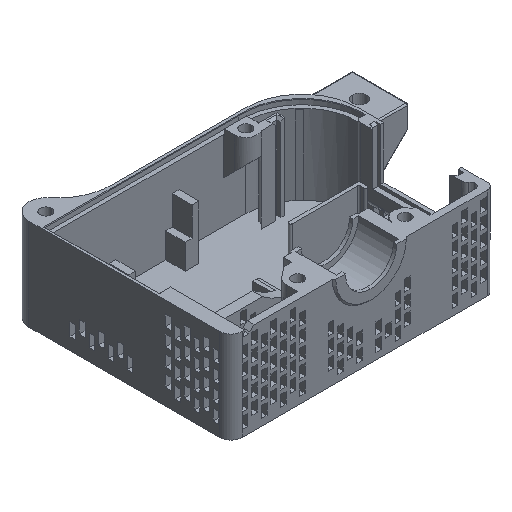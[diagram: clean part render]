
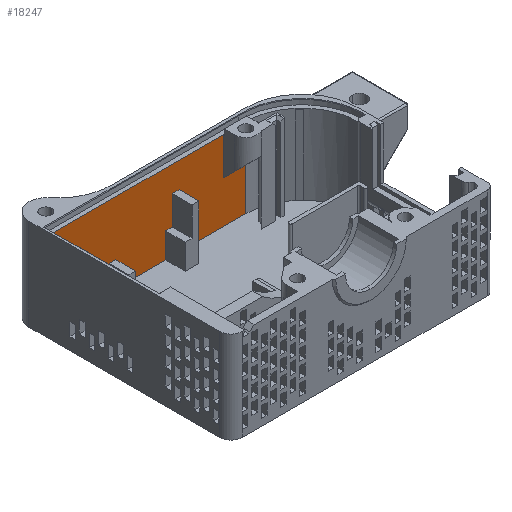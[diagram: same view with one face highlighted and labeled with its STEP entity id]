
A CAD part, isometric view. The second image highlights one B-rep face of the part: STEP entity #18247.
In plain terms, the highlighted planar face has unit normal (0, -1, 0).
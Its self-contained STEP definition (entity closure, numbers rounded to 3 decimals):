
#50 = DIRECTION ( 'NONE',  ( -1., 0., 0. ) ) ;
#115 = DIRECTION ( 'NONE',  ( 0., 0., -1. ) ) ;
#315 = VECTOR ( 'NONE', #20809, 1000. ) ;
#754 = CARTESIAN_POINT ( 'NONE',  ( -6.55, 66., -21.35 ) ) ;
#936 = CARTESIAN_POINT ( 'NONE',  ( -46.85, 66., -1.9 ) ) ;
#981 = LINE ( 'NONE', #22221, #24281 ) ;
#993 = ORIENTED_EDGE ( 'NONE', *, *, #7135, .F. ) ;
#995 = VERTEX_POINT ( 'NONE', #754 ) ;
#1182 = VECTOR ( 'NONE', #23845, 1000. ) ;
#1222 = VECTOR ( 'NONE', #15402, 1000. ) ;
#1504 = VECTOR ( 'NONE', #16158, 1000. ) ;
#1535 = CARTESIAN_POINT ( 'NONE',  ( 0., 66., -1.9 ) ) ;
#1712 = LINE ( 'NONE', #1535, #26579 ) ;
#1893 = CARTESIAN_POINT ( 'NONE',  ( 22., 66., -15.3 ) ) ;
#2033 = LINE ( 'NONE', #32111, #23157 ) ;
#2038 = CARTESIAN_POINT ( 'NONE',  ( -26.7, 66., 0. ) ) ;
#2261 = DIRECTION ( 'NONE',  ( 0., 0., -1. ) ) ;
#2332 = EDGE_CURVE ( 'NONE', #23863, #20552, #8027, .T. ) ;
#3002 = CARTESIAN_POINT ( 'NONE',  ( -4.15, 66., 0. ) ) ;
#3307 = ORIENTED_EDGE ( 'NONE', *, *, #31147, .F. ) ;
#3477 = ORIENTED_EDGE ( 'NONE', *, *, #18052, .F. ) ;
#3589 = EDGE_CURVE ( 'NONE', #20446, #6309, #27416, .T. ) ;
#3742 = CARTESIAN_POINT ( 'NONE',  ( 14., 66., 0. ) ) ;
#3820 = DIRECTION ( 'NONE',  ( 1., 0., 0. ) ) ;
#4240 = VECTOR ( 'NONE', #115, 1000. ) ;
#5059 = ORIENTED_EDGE ( 'NONE', *, *, #33556, .F. ) ;
#5265 = EDGE_CURVE ( 'NONE', #29010, #30413, #981, .T. ) ;
#5329 = EDGE_CURVE ( 'NONE', #17726, #11623, #6300, .T. ) ;
#5369 = CARTESIAN_POINT ( 'NONE',  ( 0., 66., -15.3 ) ) ;
#5416 = CARTESIAN_POINT ( 'NONE',  ( 14., 66., -15.3 ) ) ;
#5521 = ORIENTED_EDGE ( 'NONE', *, *, #28683, .T. ) ;
#5524 = CARTESIAN_POINT ( 'NONE',  ( 22., 66., -30.3 ) ) ;
#5991 = LINE ( 'NONE', #27721, #16463 ) ;
#6300 = LINE ( 'NONE', #19389, #6983 ) ;
#6309 = VERTEX_POINT ( 'NONE', #16495 ) ;
#6420 = EDGE_CURVE ( 'NONE', #19036, #20552, #12061, .T. ) ;
#6577 = ORIENTED_EDGE ( 'NONE', *, *, #15518, .F. ) ;
#6983 = VECTOR ( 'NONE', #27516, 1000. ) ;
#7104 = ORIENTED_EDGE ( 'NONE', *, *, #14606, .T. ) ;
#7135 = EDGE_CURVE ( 'NONE', #34797, #995, #31410, .T. ) ;
#7588 = CARTESIAN_POINT ( 'NONE',  ( -46.85, 66., 0. ) ) ;
#8027 = LINE ( 'NONE', #5369, #1504 ) ;
#8249 = VECTOR ( 'NONE', #24222, 1000. ) ;
#8403 = LINE ( 'NONE', #19696, #22499 ) ;
#8497 = EDGE_CURVE ( 'NONE', #26698, #22911, #10241, .T. ) ;
#9032 = CARTESIAN_POINT ( 'NONE',  ( -24.3, 66., -21.35 ) ) ;
#9619 = CARTESIAN_POINT ( 'NONE',  ( 14., 66., -1.9 ) ) ;
#9650 = CARTESIAN_POINT ( 'NONE',  ( -4.15, 66., -11. ) ) ;
#9876 = PLANE ( 'NONE',  #17917 ) ;
#10241 = LINE ( 'NONE', #7588, #1182 ) ;
#10275 = CARTESIAN_POINT ( 'NONE',  ( -44.45, 66., -30.3 ) ) ;
#10412 = CARTESIAN_POINT ( 'NONE',  ( 0., 66., 0. ) ) ;
#10540 = DIRECTION ( 'NONE',  ( 0., 0., -1. ) ) ;
#10624 = CARTESIAN_POINT ( 'NONE',  ( 0., 66., -30.3 ) ) ;
#10801 = CARTESIAN_POINT ( 'NONE',  ( 0., 66., -21.35 ) ) ;
#10867 = ORIENTED_EDGE ( 'NONE', *, *, #5329, .T. ) ;
#10928 = EDGE_CURVE ( 'NONE', #20641, #14792, #26257, .T. ) ;
#11104 = CARTESIAN_POINT ( 'NONE',  ( -1.75, 66., 0. ) ) ;
#11238 = DIRECTION ( 'NONE',  ( -1., 0., 0. ) ) ;
#11461 = ORIENTED_EDGE ( 'NONE', *, *, #6420, .F. ) ;
#11623 = VERTEX_POINT ( 'NONE', #10275 ) ;
#12061 = LINE ( 'NONE', #3742, #25310 ) ;
#12801 = ORIENTED_EDGE ( 'NONE', *, *, #8497, .F. ) ;
#12845 = DIRECTION ( 'NONE',  ( 0., 0., -1. ) ) ;
#13230 = CARTESIAN_POINT ( 'NONE',  ( 0., 66., -21.35 ) ) ;
#13462 = DIRECTION ( 'NONE',  ( 0., 0., -1. ) ) ;
#13900 = CARTESIAN_POINT ( 'NONE',  ( 22., 66., -15.3 ) ) ;
#14010 = CARTESIAN_POINT ( 'NONE',  ( 0., 66., -30.3 ) ) ;
#14558 = EDGE_CURVE ( 'NONE', #23863, #32087, #26109, .T. ) ;
#14606 = EDGE_CURVE ( 'NONE', #30413, #31832, #32825, .T. ) ;
#14792 = VERTEX_POINT ( 'NONE', #31379 ) ;
#14942 = ORIENTED_EDGE ( 'NONE', *, *, #3589, .F. ) ;
#15121 = CARTESIAN_POINT ( 'NONE',  ( -1.75, 66., -11. ) ) ;
#15402 = DIRECTION ( 'NONE',  ( 1., 0., 0. ) ) ;
#15518 = EDGE_CURVE ( 'NONE', #32087, #31832, #32198, .T. ) ;
#15876 = CARTESIAN_POINT ( 'NONE',  ( -4.15, 66., -21.35 ) ) ;
#16158 = DIRECTION ( 'NONE',  ( -1., 0., 0. ) ) ;
#16463 = VECTOR ( 'NONE', #28065, 1000. ) ;
#16495 = CARTESIAN_POINT ( 'NONE',  ( -24.3, 66., -30.3 ) ) ;
#17726 = VERTEX_POINT ( 'NONE', #18487 ) ;
#17917 = AXIS2_PLACEMENT_3D ( 'NONE', #10412, #34280, #2261 ) ;
#18052 = EDGE_CURVE ( 'NONE', #29010, #34797, #27218, .T. ) ;
#18084 = CARTESIAN_POINT ( 'NONE',  ( -1.75, 66., -30.3 ) ) ;
#18247 = ADVANCED_FACE ( 'NONE', ( #34101 ), #9876, .F. ) ;
#18487 = CARTESIAN_POINT ( 'NONE',  ( -44.45, 66., -21.35 ) ) ;
#18699 = LINE ( 'NONE', #13230, #28981 ) ;
#19036 = VERTEX_POINT ( 'NONE', #9619 ) ;
#19135 = VECTOR ( 'NONE', #50, 1000. ) ;
#19225 = EDGE_CURVE ( 'NONE', #14792, #11623, #8403, .T. ) ;
#19389 = CARTESIAN_POINT ( 'NONE',  ( -44.45, 66., 0. ) ) ;
#19696 = CARTESIAN_POINT ( 'NONE',  ( 0., 66., -30.3 ) ) ;
#20352 = ORIENTED_EDGE ( 'NONE', *, *, #10928, .F. ) ;
#20446 = VERTEX_POINT ( 'NONE', #20786 ) ;
#20552 = VERTEX_POINT ( 'NONE', #5416 ) ;
#20641 = VERTEX_POINT ( 'NONE', #27652 ) ;
#20786 = CARTESIAN_POINT ( 'NONE',  ( -6.55, 66., -30.3 ) ) ;
#20809 = DIRECTION ( 'NONE',  ( 0., 0., -1. ) ) ;
#20971 = VERTEX_POINT ( 'NONE', #9032 ) ;
#22221 = CARTESIAN_POINT ( 'NONE',  ( 0., 66., -11. ) ) ;
#22499 = VECTOR ( 'NONE', #11238, 1000. ) ;
#22911 = VERTEX_POINT ( 'NONE', #936 ) ;
#23157 = VECTOR ( 'NONE', #10540, 1000. ) ;
#23271 = EDGE_LOOP ( 'NONE', ( #5059, #12801, #5521, #10867, #33370, #20352, #3307, #25266, #14942, #26047, #993, #3477, #32926, #7104, #6577, #23478, #27661, #11461 ) ) ;
#23478 = ORIENTED_EDGE ( 'NONE', *, *, #14558, .F. ) ;
#23691 = LINE ( 'NONE', #10801, #1222 ) ;
#23845 = DIRECTION ( 'NONE',  ( 0., 0., 1. ) ) ;
#23863 = VERTEX_POINT ( 'NONE', #13900 ) ;
#24222 = DIRECTION ( 'NONE',  ( -1., 0., 0. ) ) ;
#24281 = VECTOR ( 'NONE', #3820, 1000. ) ;
#24284 = CARTESIAN_POINT ( 'NONE',  ( 0., 66., -21.35 ) ) ;
#24770 = DIRECTION ( 'NONE',  ( -1., 0., 0. ) ) ;
#25266 = ORIENTED_EDGE ( 'NONE', *, *, #34562, .F. ) ;
#25310 = VECTOR ( 'NONE', #26002, 1000. ) ;
#26002 = DIRECTION ( 'NONE',  ( 0., 0., -1. ) ) ;
#26047 = ORIENTED_EDGE ( 'NONE', *, *, #32734, .F. ) ;
#26102 = DIRECTION ( 'NONE',  ( 1., 0., 0. ) ) ;
#26109 = LINE ( 'NONE', #1893, #315 ) ;
#26257 = LINE ( 'NONE', #2038, #27861 ) ;
#26579 = VECTOR ( 'NONE', #26102, 1000. ) ;
#26698 = VERTEX_POINT ( 'NONE', #30507 ) ;
#27218 = LINE ( 'NONE', #3002, #34870 ) ;
#27416 = LINE ( 'NONE', #14010, #33309 ) ;
#27516 = DIRECTION ( 'NONE',  ( 0., 0., -1. ) ) ;
#27652 = CARTESIAN_POINT ( 'NONE',  ( -26.7, 66., -21.35 ) ) ;
#27661 = ORIENTED_EDGE ( 'NONE', *, *, #2332, .T. ) ;
#27721 = CARTESIAN_POINT ( 'NONE',  ( -24.3, 66., 0. ) ) ;
#27861 = VECTOR ( 'NONE', #12845, 1000. ) ;
#28065 = DIRECTION ( 'NONE',  ( 0., 0., 1. ) ) ;
#28683 = EDGE_CURVE ( 'NONE', #26698, #17726, #23691, .T. ) ;
#28981 = VECTOR ( 'NONE', #29478, 1000. ) ;
#29010 = VERTEX_POINT ( 'NONE', #9650 ) ;
#29478 = DIRECTION ( 'NONE',  ( -1., 0., 0. ) ) ;
#30413 = VERTEX_POINT ( 'NONE', #15121 ) ;
#30507 = CARTESIAN_POINT ( 'NONE',  ( -46.85, 66., -21.35 ) ) ;
#31147 = EDGE_CURVE ( 'NONE', #20971, #20641, #18699, .T. ) ;
#31379 = CARTESIAN_POINT ( 'NONE',  ( -26.7, 66., -30.3 ) ) ;
#31410 = LINE ( 'NONE', #24284, #19135 ) ;
#31832 = VERTEX_POINT ( 'NONE', #18084 ) ;
#32087 = VERTEX_POINT ( 'NONE', #5524 ) ;
#32111 = CARTESIAN_POINT ( 'NONE',  ( -6.55, 66., 0. ) ) ;
#32198 = LINE ( 'NONE', #10624, #8249 ) ;
#32734 = EDGE_CURVE ( 'NONE', #995, #20446, #2033, .T. ) ;
#32825 = LINE ( 'NONE', #11104, #4240 ) ;
#32926 = ORIENTED_EDGE ( 'NONE', *, *, #5265, .T. ) ;
#33309 = VECTOR ( 'NONE', #24770, 1000. ) ;
#33370 = ORIENTED_EDGE ( 'NONE', *, *, #19225, .F. ) ;
#33556 = EDGE_CURVE ( 'NONE', #22911, #19036, #1712, .T. ) ;
#34101 = FACE_OUTER_BOUND ( 'NONE', #23271, .T. ) ;
#34280 = DIRECTION ( 'NONE',  ( 0., 1., 0. ) ) ;
#34562 = EDGE_CURVE ( 'NONE', #6309, #20971, #5991, .T. ) ;
#34797 = VERTEX_POINT ( 'NONE', #15876 ) ;
#34870 = VECTOR ( 'NONE', #13462, 1000. ) ;
